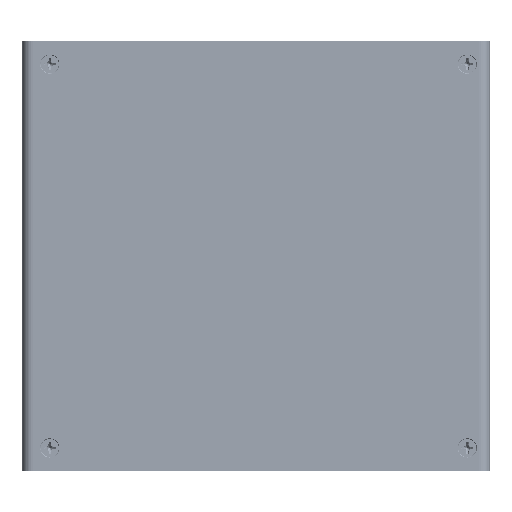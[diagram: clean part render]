
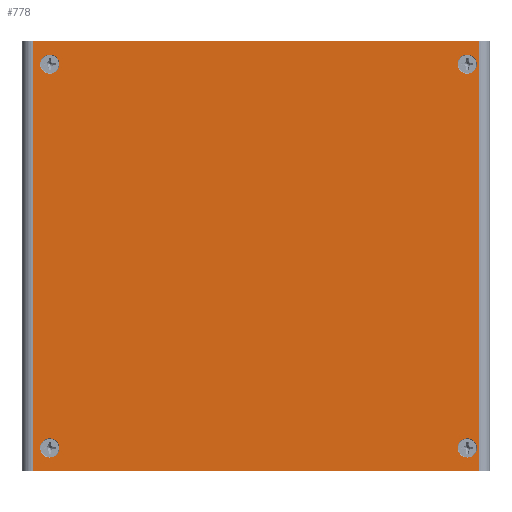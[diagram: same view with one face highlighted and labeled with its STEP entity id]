
A CAD part, front view. The second image highlights one B-rep face of the part: STEP entity #778.
In plain terms, the highlighted planar face has unit normal (0, -1, 0).
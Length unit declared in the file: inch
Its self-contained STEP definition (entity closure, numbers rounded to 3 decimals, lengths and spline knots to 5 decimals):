
#659=CARTESIAN_POINT('',(-2.61606,0.0,2.51523));
#660=VERTEX_POINT('',#659);
#685=CARTESIAN_POINT('',(-2.61606,0.0,-2.51523));
#686=VERTEX_POINT('',#685);
#694=CARTESIAN_POINT('',(-2.61606,0.0,-2.51523));
#695=DIRECTION('',(0.0,0.0,1.0));
#696=VECTOR('',#695,5.03045);
#697=LINE('',#694,#696);
#698=EDGE_CURVE('',#686,#660,#697,.T.);
#704=CARTESIAN_POINT('',(0.0,0.0,0.0));
#705=DIRECTION('',(0.0,1.0,0.0));
#706=DIRECTION('',(0.0,0.0,1.0));
#707=AXIS2_PLACEMENT_3D('',#704,#705,#706);
#708=PLANE('',#707);
#709=ORIENTED_EDGE('',*,*,#698,.F.);
#710=CARTESIAN_POINT('',(2.61606,0.0,-2.51523));
#711=VERTEX_POINT('',#710);
#712=CARTESIAN_POINT('',(2.61606,0.0,-2.51523));
#713=DIRECTION('',(-1.0,0.0,0.0));
#714=VECTOR('',#713,5.23211);
#715=LINE('',#712,#714);
#716=EDGE_CURVE('',#711,#686,#715,.T.);
#717=ORIENTED_EDGE('',*,*,#716,.F.);
#718=CARTESIAN_POINT('',(2.61606,0.0,2.51523));
#719=VERTEX_POINT('',#718);
#720=CARTESIAN_POINT('',(2.61606,0.0,2.51523));
#721=DIRECTION('',(0.0,0.0,-1.0));
#722=VECTOR('',#721,5.03045);
#723=LINE('',#720,#722);
#724=EDGE_CURVE('',#719,#711,#723,.T.);
#725=ORIENTED_EDGE('',*,*,#724,.F.);
#726=CARTESIAN_POINT('',(-2.61606,0.0,2.51523));
#727=DIRECTION('',(1.0,0.0,0.0));
#728=VECTOR('',#727,5.23211);
#729=LINE('',#726,#728);
#730=EDGE_CURVE('',#660,#719,#729,.T.);
#731=ORIENTED_EDGE('',*,*,#730,.F.);
#732=EDGE_LOOP('',(#709,#717,#725,#731));
#733=FACE_OUTER_BOUND('',#732,.T.);
#734=CARTESIAN_POINT('',(-2.30606,0.0,2.24923));
#735=VERTEX_POINT('',#734);
#736=CARTESIAN_POINT('',(-2.41856,0.0,2.24923));
#737=DIRECTION('',(0.0,-1.0,0.0));
#738=DIRECTION('',(-1.0,0.0,0.0));
#739=AXIS2_PLACEMENT_3D('',#736,#737,#738);
#740=CIRCLE('',#739,0.1125);
#741=EDGE_CURVE('',#735,#735,#740,.T.);
#742=ORIENTED_EDGE('',*,*,#741,.F.);
#743=EDGE_LOOP('',(#742));
#744=FACE_BOUND('',#743,.T.);
#745=CARTESIAN_POINT('',(-2.30606,0.0,-2.24978));
#746=VERTEX_POINT('',#745);
#747=CARTESIAN_POINT('',(-2.41856,0.0,-2.24978));
#748=DIRECTION('',(0.0,-1.0,0.0));
#749=DIRECTION('',(-1.0,0.0,0.0));
#750=AXIS2_PLACEMENT_3D('',#747,#748,#749);
#751=CIRCLE('',#750,0.1125);
#752=EDGE_CURVE('',#746,#746,#751,.T.);
#753=ORIENTED_EDGE('',*,*,#752,.F.);
#754=EDGE_LOOP('',(#753));
#755=FACE_BOUND('',#754,.T.);
#756=CARTESIAN_POINT('',(2.58794,0.0,-2.24978));
#757=VERTEX_POINT('',#756);
#758=CARTESIAN_POINT('',(2.47544,0.0,-2.24978));
#759=DIRECTION('',(0.0,-1.0,0.0));
#760=DIRECTION('',(-1.0,0.0,0.0));
#761=AXIS2_PLACEMENT_3D('',#758,#759,#760);
#762=CIRCLE('',#761,0.1125);
#763=EDGE_CURVE('',#757,#757,#762,.T.);
#764=ORIENTED_EDGE('',*,*,#763,.F.);
#765=EDGE_LOOP('',(#764));
#766=FACE_BOUND('',#765,.T.);
#767=CARTESIAN_POINT('',(2.58794,0.0,2.24923));
#768=VERTEX_POINT('',#767);
#769=CARTESIAN_POINT('',(2.47544,0.0,2.24923));
#770=DIRECTION('',(0.0,-1.0,0.0));
#771=DIRECTION('',(-1.0,0.0,0.0));
#772=AXIS2_PLACEMENT_3D('',#769,#770,#771);
#773=CIRCLE('',#772,0.1125);
#774=EDGE_CURVE('',#768,#768,#773,.T.);
#775=ORIENTED_EDGE('',*,*,#774,.F.);
#776=EDGE_LOOP('',(#775));
#777=FACE_BOUND('',#776,.T.);
#778=ADVANCED_FACE('',(#733,#744,#755,#766,#777),#708,.F.);
